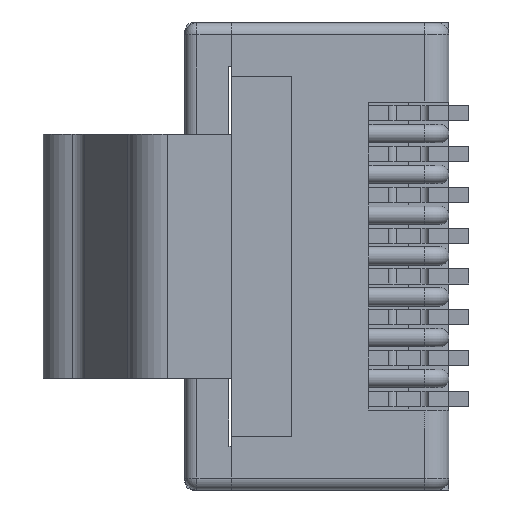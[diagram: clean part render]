
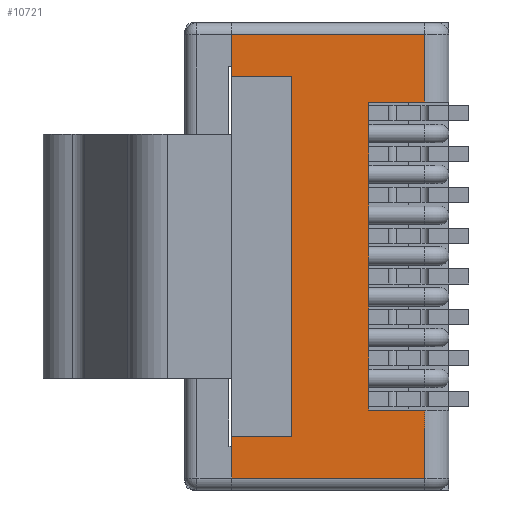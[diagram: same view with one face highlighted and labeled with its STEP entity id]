
A CAD part, left-side view. The second image highlights one B-rep face of the part: STEP entity #10721.
In plain terms, the highlighted planar face has unit normal (-1, 0, 0).
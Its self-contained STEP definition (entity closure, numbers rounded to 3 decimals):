
#2140=DIRECTION('',(0.,1.,0.));
#2141=VECTOR('',#2140,4.83);
#2142=CARTESIAN_POINT('',(-14.8,0.6,5.54));
#2143=LINE('',#2142,#2141);
#2144=DIRECTION('',(0.,0.,-1.));
#2145=VECTOR('',#2144,1.04);
#2146=CARTESIAN_POINT('',(-14.8,5.43,-4.5));
#2147=LINE('',#2146,#2145);
#2148=DIRECTION('',(0.,0.,-1.));
#2149=VECTOR('',#2148,1.04);
#2150=CARTESIAN_POINT('',(-14.8,5.43,5.54));
#2151=LINE('',#2150,#2149);
#2152=DIRECTION('',(0.,0.,-1.));
#2153=VECTOR('',#2152,0.79);
#2154=CARTESIAN_POINT('',(-14.8,2.,-3.05));
#2155=LINE('',#2154,#2153);
#2593=DIRECTION('',(0.,0.,-1.));
#2594=VECTOR('',#2593,1.02);
#2595=CARTESIAN_POINT('',(-14.8,2.,-2.03));
#2596=LINE('',#2595,#2594);
#2641=DIRECTION('',(0.,0.,-1.));
#2642=VECTOR('',#2641,1.02);
#2643=CARTESIAN_POINT('',(-14.8,2.,-1.01));
#2644=LINE('',#2643,#2642);
#2689=DIRECTION('',(0.,0.,-1.));
#2690=VECTOR('',#2689,1.02);
#2691=CARTESIAN_POINT('',(-14.8,2.,0.01));
#2692=LINE('',#2691,#2690);
#2737=DIRECTION('',(0.,0.,-1.));
#2738=VECTOR('',#2737,1.02);
#2739=CARTESIAN_POINT('',(-14.8,2.,1.03));
#2740=LINE('',#2739,#2738);
#2785=DIRECTION('',(0.,0.,-1.));
#2786=VECTOR('',#2785,1.02);
#2787=CARTESIAN_POINT('',(-14.8,2.,2.05));
#2788=LINE('',#2787,#2786);
#2833=DIRECTION('',(0.,0.,-1.));
#2834=VECTOR('',#2833,1.02);
#2835=CARTESIAN_POINT('',(-14.8,2.,3.07));
#2836=LINE('',#2835,#2834);
#2881=DIRECTION('',(0.,0.,-1.));
#2882=VECTOR('',#2881,0.79);
#2883=CARTESIAN_POINT('',(-14.8,2.,3.86));
#2884=LINE('',#2883,#2882);
#2906=DIRECTION('',(0.,-1.,0.));
#2907=VECTOR('',#2906,1.4);
#2908=CARTESIAN_POINT('',(-14.8,2.,3.86));
#2909=LINE('',#2908,#2907);
#2935=DIRECTION('',(0.,0.,1.));
#2936=VECTOR('',#2935,1.68);
#2937=CARTESIAN_POINT('',(-14.8,0.6,3.86));
#2938=LINE('',#2937,#2936);
#2987=DIRECTION('',(0.,1.,0.));
#2988=VECTOR('',#2987,1.4);
#2989=CARTESIAN_POINT('',(-14.8,0.6,-3.84));
#2990=LINE('',#2989,#2988);
#3043=DIRECTION('',(0.,0.,1.));
#3044=VECTOR('',#3043,1.7);
#3045=CARTESIAN_POINT('',(-14.8,0.6,-5.54));
#3046=LINE('',#3045,#3044);
#3066=DIRECTION('',(0.,-1.,0.));
#3067=VECTOR('',#3066,4.83);
#3068=CARTESIAN_POINT('',(-14.8,5.43,-5.54));
#3069=LINE('',#3068,#3067);
#3984=DIRECTION('',(0.,1.,0.));
#3985=VECTOR('',#3984,1.5);
#3986=CARTESIAN_POINT('',(-14.8,3.93,4.5));
#3987=LINE('',#3986,#3985);
#3996=DIRECTION('',(0.,0.,1.));
#3997=VECTOR('',#3996,9.);
#3998=CARTESIAN_POINT('',(-14.8,3.93,-4.5));
#3999=LINE('',#3998,#3997);
#4012=DIRECTION('',(0.,-1.,0.));
#4013=VECTOR('',#4012,1.5);
#4014=CARTESIAN_POINT('',(-14.8,5.43,-4.5));
#4015=LINE('',#4014,#4013);
#6316=CARTESIAN_POINT('',(-14.8,0.6,5.54));
#6317=VERTEX_POINT('',#6316);
#6318=CARTESIAN_POINT('',(-14.8,0.6,3.86));
#6319=VERTEX_POINT('',#6318);
#6320=CARTESIAN_POINT('',(-14.8,0.6,-5.54));
#6321=VERTEX_POINT('',#6320);
#6322=CARTESIAN_POINT('',(-14.8,0.6,-3.84));
#6323=VERTEX_POINT('',#6322);
#6472=CARTESIAN_POINT('',(-14.8,5.43,4.5));
#6473=VERTEX_POINT('',#6472);
#6474=CARTESIAN_POINT('',(-14.8,5.43,5.54));
#6475=VERTEX_POINT('',#6474);
#6476=CARTESIAN_POINT('',(-14.8,5.43,-5.54));
#6477=VERTEX_POINT('',#6476);
#6478=CARTESIAN_POINT('',(-14.8,5.43,-4.5));
#6479=VERTEX_POINT('',#6478);
#6486=CARTESIAN_POINT('',(-14.8,2.,-3.05));
#6487=CARTESIAN_POINT('',(-14.8,2.,-3.84));
#6488=VERTEX_POINT('',#6486);
#6489=VERTEX_POINT('',#6487);
#6490=CARTESIAN_POINT('',(-14.8,3.93,-4.5));
#6491=VERTEX_POINT('',#6490);
#6492=CARTESIAN_POINT('',(-14.8,3.93,4.5));
#6493=VERTEX_POINT('',#6492);
#6494=CARTESIAN_POINT('',(-14.8,2.,3.86));
#6495=VERTEX_POINT('',#6494);
#6496=CARTESIAN_POINT('',(-14.8,2.,3.07));
#6497=VERTEX_POINT('',#6496);
#6498=CARTESIAN_POINT('',(-14.8,2.,2.05));
#6499=VERTEX_POINT('',#6498);
#6500=CARTESIAN_POINT('',(-14.8,2.,1.03));
#6501=VERTEX_POINT('',#6500);
#6502=CARTESIAN_POINT('',(-14.8,2.,0.01));
#6503=VERTEX_POINT('',#6502);
#6504=CARTESIAN_POINT('',(-14.8,2.,-1.01));
#6505=VERTEX_POINT('',#6504);
#6506=CARTESIAN_POINT('',(-14.8,2.,-2.03));
#6507=VERTEX_POINT('',#6506);
#10678=CARTESIAN_POINT('',(-14.8,3.015,0.));
#10679=DIRECTION('',(1.,0.,0.));
#10680=DIRECTION('',(0.,-1.,0.));
#10681=AXIS2_PLACEMENT_3D('',#10678,#10679,#10680);
#10682=PLANE('',#10681);
#10684=ORIENTED_EDGE('',*,*,#10683,.T.);
#10686=ORIENTED_EDGE('',*,*,#10685,.F.);
#10688=ORIENTED_EDGE('',*,*,#10687,.F.);
#10690=ORIENTED_EDGE('',*,*,#10689,.F.);
#10692=ORIENTED_EDGE('',*,*,#10691,.F.);
#10694=ORIENTED_EDGE('',*,*,#10693,.T.);
#10696=ORIENTED_EDGE('',*,*,#10695,.T.);
#10698=ORIENTED_EDGE('',*,*,#10697,.T.);
#10699=ORIENTED_EDGE('',*,*,#10653,.F.);
#10700=ORIENTED_EDGE('',*,*,#10673,.F.);
#10702=ORIENTED_EDGE('',*,*,#10701,.F.);
#10704=ORIENTED_EDGE('',*,*,#10703,.F.);
#10706=ORIENTED_EDGE('',*,*,#10705,.T.);
#10708=ORIENTED_EDGE('',*,*,#10707,.T.);
#10710=ORIENTED_EDGE('',*,*,#10709,.T.);
#10712=ORIENTED_EDGE('',*,*,#10711,.T.);
#10714=ORIENTED_EDGE('',*,*,#10713,.T.);
#10716=ORIENTED_EDGE('',*,*,#10715,.T.);
#10718=ORIENTED_EDGE('',*,*,#10717,.T.);
#10719=EDGE_LOOP('',(#10684,#10686,#10688,#10690,#10692,#10694,#10696,#10698,
#10699,#10700,#10702,#10704,#10706,#10708,#10710,#10712,#10714,#10716,#10718));
#10720=FACE_OUTER_BOUND('',#10719,.F.);
#10721=ADVANCED_FACE('',(#10720),#10682,.F.);
#10653=EDGE_CURVE('',#6475,#6473,#2151,.T.);
#10673=EDGE_CURVE('',#6317,#6475,#2143,.T.);
#10683=EDGE_CURVE('',#6488,#6489,#2155,.T.);
#10685=EDGE_CURVE('',#6323,#6489,#2990,.T.);
#10687=EDGE_CURVE('',#6321,#6323,#3046,.T.);
#10689=EDGE_CURVE('',#6477,#6321,#3069,.T.);
#10691=EDGE_CURVE('',#6479,#6477,#2147,.T.);
#10693=EDGE_CURVE('',#6479,#6491,#4015,.T.);
#10695=EDGE_CURVE('',#6491,#6493,#3999,.T.);
#10697=EDGE_CURVE('',#6493,#6473,#3987,.T.);
#10701=EDGE_CURVE('',#6319,#6317,#2938,.T.);
#10703=EDGE_CURVE('',#6495,#6319,#2909,.T.);
#10705=EDGE_CURVE('',#6495,#6497,#2884,.T.);
#10707=EDGE_CURVE('',#6497,#6499,#2836,.T.);
#10709=EDGE_CURVE('',#6499,#6501,#2788,.T.);
#10711=EDGE_CURVE('',#6501,#6503,#2740,.T.);
#10713=EDGE_CURVE('',#6503,#6505,#2692,.T.);
#10715=EDGE_CURVE('',#6505,#6507,#2644,.T.);
#10717=EDGE_CURVE('',#6507,#6488,#2596,.T.);
